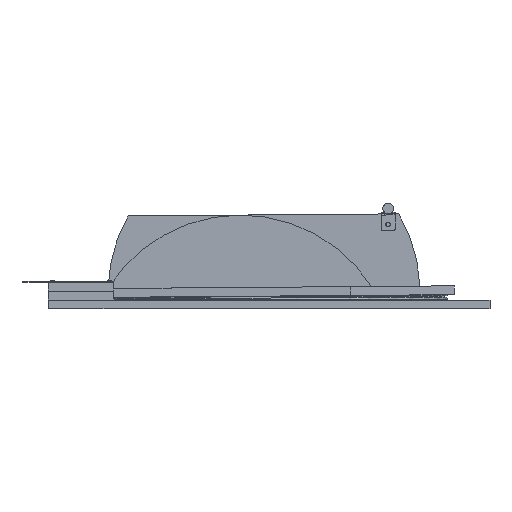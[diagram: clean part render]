
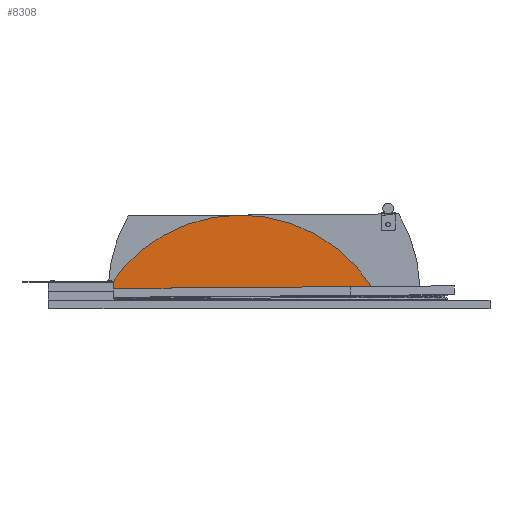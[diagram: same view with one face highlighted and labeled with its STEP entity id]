
A CAD part, left-side view. The second image highlights one B-rep face of the part: STEP entity #8308.
In plain terms, the highlighted planar face has unit normal (-1, 0, 0).
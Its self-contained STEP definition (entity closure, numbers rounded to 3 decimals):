
#965=LINE('',#16601,#1389);
#1389=VECTOR('',#10763,746.177);
#1703=PLANE('',#9054);
#2729=FACE_OUTER_BOUND('',#3496,.T.);
#3496=EDGE_LOOP('',(#6996,#6997));
#4112=CIRCLE('',#9052,442.);
#4680=VERTEX_POINT('',#16595);
#4681=VERTEX_POINT('',#16597);
#5524=EDGE_CURVE('',#4681,#4680,#4112,.T.);
#5526=EDGE_CURVE('',#4681,#4680,#965,.T.);
#6996=ORIENTED_EDGE('',*,*,#5524,.T.);
#6997=ORIENTED_EDGE('',*,*,#5526,.F.);
#8308=ADVANCED_FACE('',(#2729),#1703,.T.);
#9052=AXIS2_PLACEMENT_3D('',#16598,#10758,#10759);
#9054=AXIS2_PLACEMENT_3D('',#16603,#10765,#10766);
#10758=DIRECTION('center_axis',(-1.,0.,0.));
#10759=DIRECTION('ref_axis',(0.,0.848,0.53));
#10763=DIRECTION('',(0.,1.,-0.008));
#10765=DIRECTION('center_axis',(-1.,0.,0.));
#10766=DIRECTION('ref_axis',(0.,-1.,0.008));
#16595=CARTESIAN_POINT('',(-432.5,456.683,57.641));
#16597=CARTESIAN_POINT('',(-432.5,-289.472,63.371));
#16598=CARTESIAN_POINT('Origin',(-432.5,81.786,-176.487));
#16601=CARTESIAN_POINT('',(-432.5,-443.29,64.552));
#16603=CARTESIAN_POINT('Origin',(-432.5,456.683,57.641));
